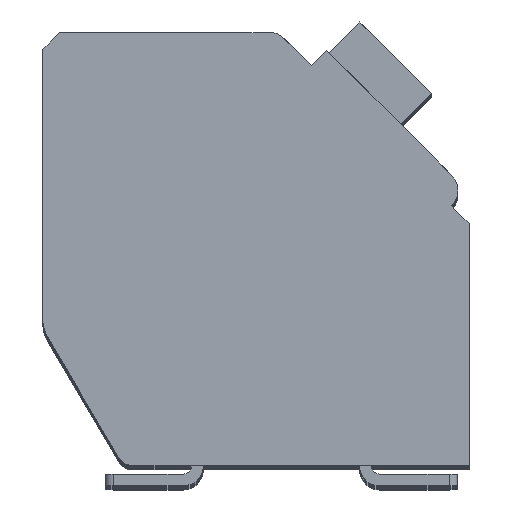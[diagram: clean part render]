
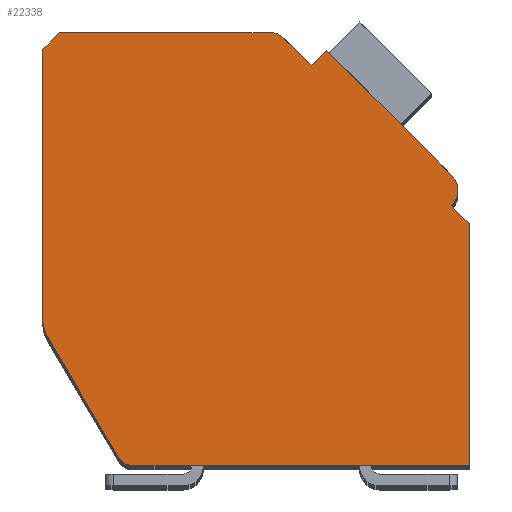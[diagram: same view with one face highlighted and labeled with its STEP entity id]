
A CAD part, top view. The second image highlights one B-rep face of the part: STEP entity #22338.
In plain terms, the highlighted planar face has unit normal (0, 0, 1).
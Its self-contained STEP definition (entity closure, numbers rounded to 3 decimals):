
#411=DIRECTION('',(0.,-1.,0.));
#412=VECTOR('',#411,8.053);
#413=CARTESIAN_POINT('',(-12.7,12.4,2.1));
#414=LINE('',#413,#412);
#415=DIRECTION('',(-0.707,-0.707,0.));
#416=VECTOR('',#415,0.707);
#417=CARTESIAN_POINT('',(-12.2,12.9,2.1));
#418=LINE('',#417,#416);
#419=DIRECTION('',(-1.,0.,0.));
#420=VECTOR('',#419,6.298);
#421=CARTESIAN_POINT('',(-5.902,12.9,2.1));
#422=LINE('',#421,#420);
#423=CARTESIAN_POINT('',(-5.902,12.4,2.1));
#424=DIRECTION('',(0.,0.,1.));
#425=DIRECTION('',(0.707,0.707,0.));
#426=AXIS2_PLACEMENT_3D('',#423,#424,#425);
#428=DIRECTION('',(-0.707,0.707,0.));
#429=VECTOR('',#428,1.197);
#430=CARTESIAN_POINT('',(-4.702,11.907,2.1));
#431=LINE('',#430,#429);
#432=DIRECTION('',(-0.707,-0.707,0.));
#433=VECTOR('',#432,0.65);
#434=CARTESIAN_POINT('',(-4.243,12.367,2.1));
#435=LINE('',#434,#433);
#436=DIRECTION('',(-0.707,0.707,0.));
#437=VECTOR('',#436,5.25);
#438=CARTESIAN_POINT('',(-0.53,8.655,2.1));
#439=LINE('',#438,#437);
#440=CARTESIAN_POINT('',(-0.99,8.195,2.1));
#441=DIRECTION('',(0.,0.,1.));
#442=DIRECTION('',(0.707,-0.707,0.));
#443=AXIS2_PLACEMENT_3D('',#440,#441,#442);
#445=DIRECTION('',(-0.707,0.707,0.));
#446=VECTOR('',#445,0.75);
#447=CARTESIAN_POINT('',(0.,7.205,2.1));
#448=LINE('',#447,#446);
#449=DIRECTION('',(0.,1.,0.));
#450=VECTOR('',#449,7.205);
#451=CARTESIAN_POINT('',(0.,0.,2.1));
#452=LINE('',#451,#450);
#453=DIRECTION('',(1.,0.,0.));
#454=VECTOR('',#453,10.014);
#455=CARTESIAN_POINT('',(-10.014,0.,2.1));
#456=LINE('',#455,#454);
#457=CARTESIAN_POINT('',(-10.014,0.5,2.1));
#458=DIRECTION('',(0.,0.,1.));
#459=DIRECTION('',(-0.862,-0.508,0.));
#460=AXIS2_PLACEMENT_3D('',#457,#458,#459);
#462=DIRECTION('',(0.508,-0.862,0.));
#463=VECTOR('',#462,4.17);
#464=CARTESIAN_POINT('',(-12.562,3.839,2.1));
#465=LINE('',#464,#463);
#466=CARTESIAN_POINT('',(-11.7,4.347,2.1));
#467=DIRECTION('',(0.,0.,1.));
#468=DIRECTION('',(-1.,0.,0.));
#469=AXIS2_PLACEMENT_3D('',#466,#467,#468);
#16820=CARTESIAN_POINT('',(-12.7,12.4,2.1));
#16821=CARTESIAN_POINT('',(-12.7,4.347,2.1));
#16822=VERTEX_POINT('',#16820);
#16823=VERTEX_POINT('',#16821);
#16824=CARTESIAN_POINT('',(-12.562,3.839,2.1));
#16825=VERTEX_POINT('',#16824);
#16826=CARTESIAN_POINT('',(-10.445,0.246,2.1));
#16827=VERTEX_POINT('',#16826);
#16828=CARTESIAN_POINT('',(-10.014,0.,2.1));
#16829=VERTEX_POINT('',#16828);
#16830=CARTESIAN_POINT('',(0.,0.,2.1));
#16831=VERTEX_POINT('',#16830);
#16832=CARTESIAN_POINT('',(0.,7.205,2.1));
#16833=VERTEX_POINT('',#16832);
#16834=CARTESIAN_POINT('',(-0.53,7.735,2.1));
#16835=VERTEX_POINT('',#16834);
#16836=CARTESIAN_POINT('',(-0.53,8.655,2.1));
#16837=VERTEX_POINT('',#16836);
#16838=CARTESIAN_POINT('',(-4.243,12.367,2.1));
#16839=VERTEX_POINT('',#16838);
#16840=CARTESIAN_POINT('',(-4.702,11.907,2.1));
#16841=VERTEX_POINT('',#16840);
#16842=CARTESIAN_POINT('',(-5.548,12.754,2.1));
#16843=VERTEX_POINT('',#16842);
#16844=CARTESIAN_POINT('',(-5.902,12.9,2.1));
#16845=VERTEX_POINT('',#16844);
#16846=CARTESIAN_POINT('',(-12.2,12.9,2.1));
#16847=VERTEX_POINT('',#16846);
#22305=CARTESIAN_POINT('',(0.,0.,2.1));
#22306=DIRECTION('',(0.,0.,1.));
#22307=DIRECTION('',(1.,0.,0.));
#22308=AXIS2_PLACEMENT_3D('',#22305,#22306,#22307);
#22309=PLANE('',#22308);
#22310=ORIENTED_EDGE('',*,*,#21923,.F.);
#22312=ORIENTED_EDGE('',*,*,#22311,.F.);
#22314=ORIENTED_EDGE('',*,*,#22313,.F.);
#22316=ORIENTED_EDGE('',*,*,#22315,.F.);
#22318=ORIENTED_EDGE('',*,*,#22317,.F.);
#22320=ORIENTED_EDGE('',*,*,#22319,.F.);
#22322=ORIENTED_EDGE('',*,*,#22321,.F.);
#22324=ORIENTED_EDGE('',*,*,#22323,.F.);
#22326=ORIENTED_EDGE('',*,*,#22325,.F.);
#22328=ORIENTED_EDGE('',*,*,#22327,.F.);
#22330=ORIENTED_EDGE('',*,*,#22329,.F.);
#22332=ORIENTED_EDGE('',*,*,#22331,.F.);
#22334=ORIENTED_EDGE('',*,*,#22333,.F.);
#22335=ORIENTED_EDGE('',*,*,#22073,.F.);
#22336=EDGE_LOOP('',(#22310,#22312,#22314,#22316,#22318,#22320,#22322,#22324,
#22326,#22328,#22330,#22332,#22334,#22335));
#22337=FACE_OUTER_BOUND('',#22336,.F.);
#427=CIRCLE('',#426,0.5);
#444=CIRCLE('',#443,0.65);
#461=CIRCLE('',#460,0.5);
#470=CIRCLE('',#469,1.);
#21923=EDGE_CURVE('',#16822,#16823,#414,.T.);
#22073=EDGE_CURVE('',#16823,#16825,#470,.T.);
#22311=EDGE_CURVE('',#16847,#16822,#418,.T.);
#22313=EDGE_CURVE('',#16845,#16847,#422,.T.);
#22315=EDGE_CURVE('',#16843,#16845,#427,.T.);
#22317=EDGE_CURVE('',#16841,#16843,#431,.T.);
#22319=EDGE_CURVE('',#16839,#16841,#435,.T.);
#22321=EDGE_CURVE('',#16837,#16839,#439,.T.);
#22323=EDGE_CURVE('',#16835,#16837,#444,.T.);
#22325=EDGE_CURVE('',#16833,#16835,#448,.T.);
#22327=EDGE_CURVE('',#16831,#16833,#452,.T.);
#22329=EDGE_CURVE('',#16829,#16831,#456,.T.);
#22331=EDGE_CURVE('',#16827,#16829,#461,.T.);
#22333=EDGE_CURVE('',#16825,#16827,#465,.T.);
#22338=ADVANCED_FACE('',(#22337),#22309,.T.);
